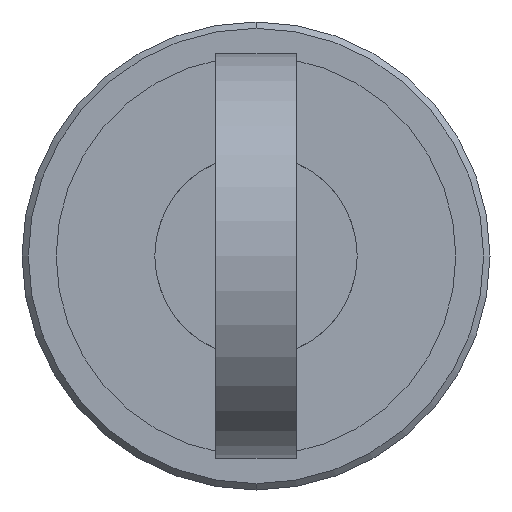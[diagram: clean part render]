
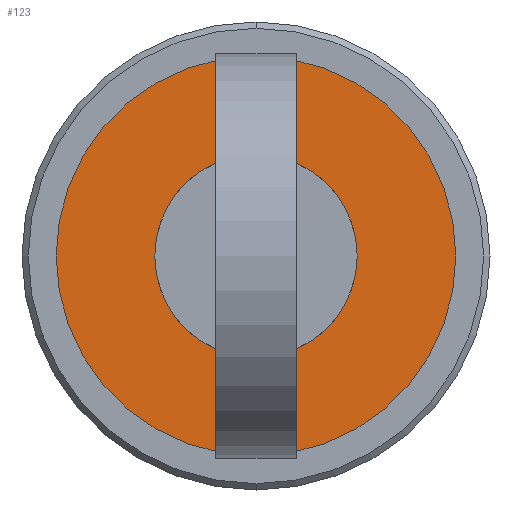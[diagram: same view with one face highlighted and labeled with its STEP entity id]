
A CAD part, left-side view. The second image highlights one B-rep face of the part: STEP entity #123.
In plain terms, the highlighted planar face has unit normal (-1, 0, 0).
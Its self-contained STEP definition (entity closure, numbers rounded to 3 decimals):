
#123=ADVANCED_FACE('',(#312),#311,.F.);
#311=PLANE('',#1242);
#312=FACE_OUTER_BOUND('',#1243,.T.);
#1239=CARTESIAN_POINT('',(165.425,-16.42,215.027));
#1240=DIRECTION('',(1.,0.,0.));
#1241=DIRECTION('',(0.,0.,-1.));
#1242=AXIS2_PLACEMENT_3D('',#1239,#1240,#1241);
#1243=EDGE_LOOP('',(#1906,#1907));
#1906=ORIENTED_EDGE('',*,*,#2320,.T.);
#1907=ORIENTED_EDGE('',*,*,#2321,.T.);
#2320=EDGE_CURVE('',#2826,#2827,#2828,.T.);
#2321=EDGE_CURVE('',#2827,#2826,#2834,.T.);
#2826=VERTEX_POINT('',#4127);
#2827=VERTEX_POINT('',#4128);
#2828=CIRCLE('',#4132,7.9);
#2834=CIRCLE('',#4136,7.9);
#4127=CARTESIAN_POINT('',(165.425,0.,212.657));
#4128=CARTESIAN_POINT('',(165.425,0.,196.857));
#4129=CARTESIAN_POINT('',(165.425,0.,204.757));
#4130=DIRECTION('',(-1.,0.,0.));
#4131=DIRECTION('',(0.,0.,1.));
#4132=AXIS2_PLACEMENT_3D('',#4129,#4130,#4131);
#4133=CARTESIAN_POINT('',(165.425,0.,204.757));
#4134=DIRECTION('',(-1.,0.,0.));
#4135=DIRECTION('',(0.,0.,1.));
#4136=AXIS2_PLACEMENT_3D('',#4133,#4134,#4135);
